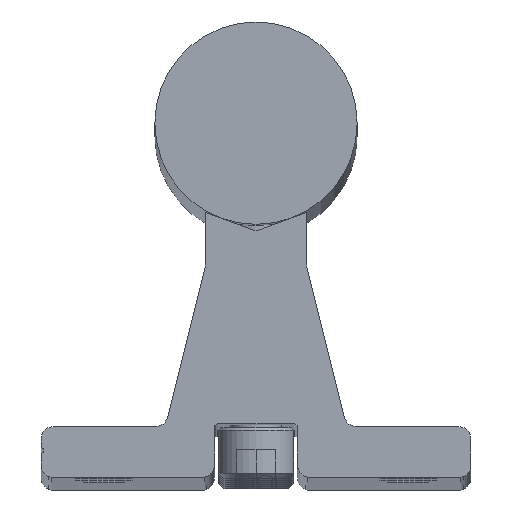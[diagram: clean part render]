
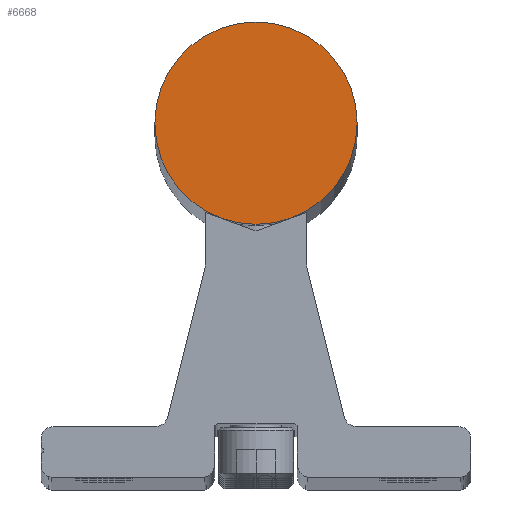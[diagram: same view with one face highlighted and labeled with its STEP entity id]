
A CAD part, top view. The second image highlights one B-rep face of the part: STEP entity #6668.
In plain terms, the highlighted planar face has unit normal (0, 0, 1).
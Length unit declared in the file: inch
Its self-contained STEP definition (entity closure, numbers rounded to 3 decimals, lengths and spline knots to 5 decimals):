
#1290 = ORIENTED_EDGE ( 'NONE', *, *, #12511, .T. ) ;
#1507 = CARTESIAN_POINT ( 'NONE',  ( 0., 1.75, 0. ) ) ;
#1584 = DIRECTION ( 'NONE',  ( 0., 0., 1. ) ) ;
#1813 = AXIS2_PLACEMENT_3D ( 'NONE', #6214, #11675, #11415 ) ;
#3580 = VERTEX_POINT ( 'NONE', #8935 ) ;
#3671 = DIRECTION ( 'NONE',  ( 0., 0., 1. ) ) ;
#3740 = DIRECTION ( 'NONE',  ( 1., 0., 0. ) ) ;
#4125 = EDGE_CURVE ( 'NONE', #12249, #3580, #8915, .T. ) ;
#4190 = CIRCLE ( 'NONE', #5335, 0.5 ) ;
#5335 = AXIS2_PLACEMENT_3D ( 'NONE', #10026, #3671, #3740 ) ;
#5942 = FACE_OUTER_BOUND ( 'NONE', #13432, .T. ) ;
#6214 = CARTESIAN_POINT ( 'NONE',  ( 0., 1.75, 0. ) ) ;
#6668 = ADVANCED_FACE ( 'NONE', ( #5942 ), #9918, .T. ) ;
#8915 = CIRCLE ( 'NONE', #1813, 0.5 ) ;
#8935 = CARTESIAN_POINT ( 'NONE',  ( 0.5, 1.75, 0. ) ) ;
#9918 = PLANE ( 'NONE',  #12369 ) ;
#10026 = CARTESIAN_POINT ( 'NONE',  ( 0., 1.75, 0. ) ) ;
#11415 = DIRECTION ( 'NONE',  ( 1., 0., 0. ) ) ;
#11538 = ORIENTED_EDGE ( 'NONE', *, *, #4125, .T. ) ;
#11675 = DIRECTION ( 'NONE',  ( 0., 0., 1. ) ) ;
#12198 = DIRECTION ( 'NONE',  ( 1., 0., 0. ) ) ;
#12249 = VERTEX_POINT ( 'NONE', #12877 ) ;
#12369 = AXIS2_PLACEMENT_3D ( 'NONE', #1507, #1584, #12198 ) ;
#12511 = EDGE_CURVE ( 'NONE', #3580, #12249, #4190, .T. ) ;
#12877 = CARTESIAN_POINT ( 'NONE',  ( -0.5, 1.75, 0. ) ) ;
#13432 = EDGE_LOOP ( 'NONE', ( #1290, #11538 ) ) ;
